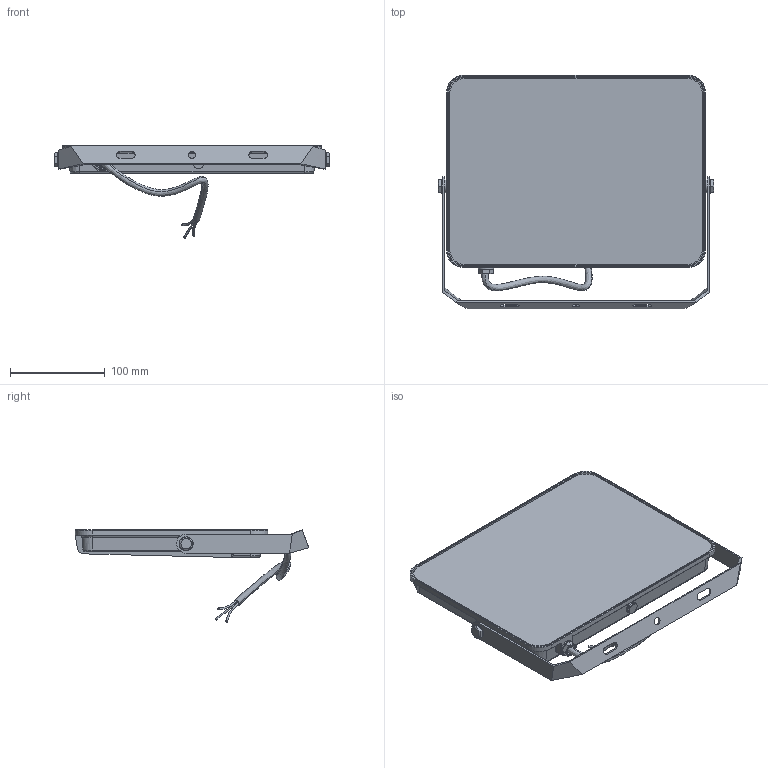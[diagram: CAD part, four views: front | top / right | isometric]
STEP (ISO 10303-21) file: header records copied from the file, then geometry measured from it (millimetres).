
FILE_DESCRIPTION (( 'STEP AP203' ), '1' );
FILE_NAME ('ﾑﾄﾎ 07-100 04_10_2023.STEP', '2023-10-04T06:20:45', ( '' ), ( '' ), 'SwSTEP 2.0', 'SolidWorks 2022', '' );
FILE_SCHEMA (( 'CONFIG_CONTROL_DESIGN' ));
Length unit declared in the file: millimetre
Products named in the file (10): Клапан давления; Шайба М6; Втулка; СДО 07-100 04_10_2023; Скоба СДО 07-100 04_10_2023; Стекло СДО 07-100 04_10_2023; Кабель; Болт М6х10; Шайба гровер М6; Корпус СДО 07-100 04_10_2023
Assembly tree (12 placements, depth 2):
  СДО 07-100 04_10_2023
    Корпус СДО 07-100 04_10_2023
    Стекло СДО 07-100 04_10_2023
    Шайба гровер М6  x2
    Скоба СДО 07-100 04_10_2023
    Шайба М6  x2
    Болт М6х10  x2
    Клапан давления
    Втулка
    Кабель
Bounding box: 291 x 246.38 x 97.17 mm (x, y, z)
Volume: 809427.4 mm3; surface area: 305780.2 mm2
Topology: 12 solids, 12 shells, 619 faces, 1549 edges, 962 vertices
Faces by surface type: plane 301, cylinder 221, bspline 50, torus 37, sphere 6, cone 4
Entity records: 21920 total; most frequent: CARTESIAN_POINT 7346, ORIENTED_EDGE 2974, DIRECTION 2618, EDGE_CURVE 1487, VERTEX_POINT 922, VECTOR 906, LINE 906, AXIS2_PLACEMENT_3D 856
